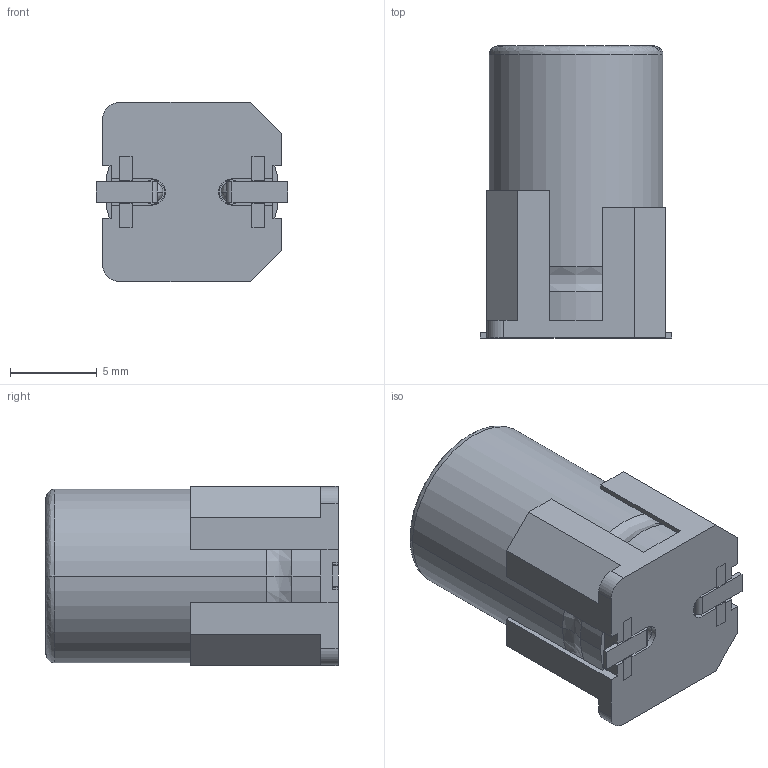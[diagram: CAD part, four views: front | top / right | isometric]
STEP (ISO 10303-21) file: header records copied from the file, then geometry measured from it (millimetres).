
FILE_DESCRIPTION (( 'STEP AP214' ), '1' );
FILE_NAME ('EEHZS1E102UV.STEP', '2021-07-07T17:05:10', ( '' ), ( '' ), 'SwSTEP 2.0', 'SolidWorks 2017', '' );
FILE_SCHEMA (( 'AUTOMOTIVE_DESIGN' ));
Length unit declared in the file: millimetre
Products named in the file (1): EEHZS1E102UV
Bounding box: 11 x 16.8 x 10.3 mm (x, y, z)
Volume: 1447.2 mm3; surface area: 1265.6 mm2
Topology: 6 solids, 6 shells, 147 faces, 392 edges, 250 vertices
Faces by surface type: plane 113, cylinder 22, bspline 12
Entity records: 6302 total; most frequent: CARTESIAN_POINT 980, ORIENTED_EDGE 768, DIRECTION 718, EDGE_CURVE 384, VECTOR 310, LINE 310, VERTEX_POINT 250, AXIS2_PLACEMENT_3D 204
